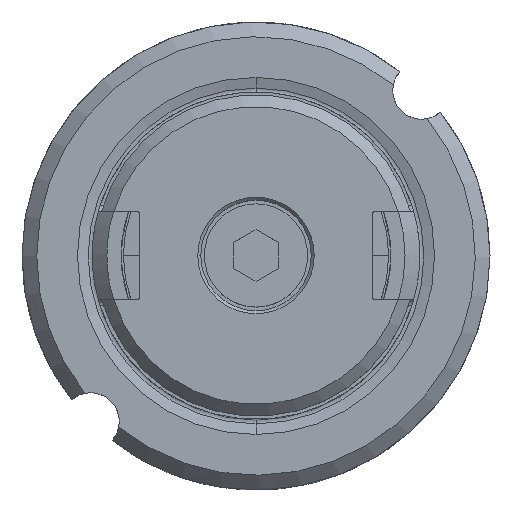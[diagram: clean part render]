
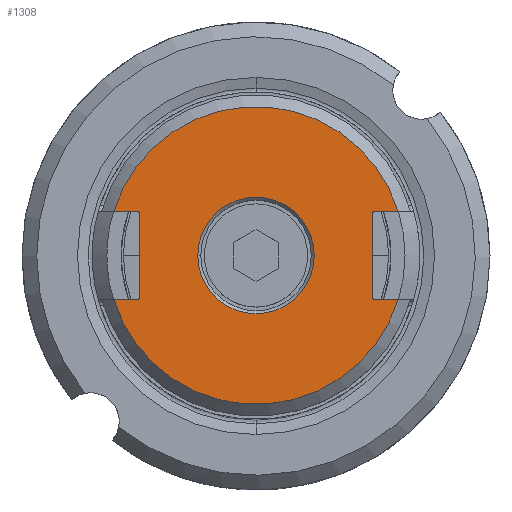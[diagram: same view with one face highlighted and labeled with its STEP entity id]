
A CAD part, top view. The second image highlights one B-rep face of the part: STEP entity #1308.
In plain terms, the highlighted planar face has unit normal (0, 0, 1).
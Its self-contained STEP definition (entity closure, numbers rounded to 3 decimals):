
#1031=FACE_BOUND('',#4227,.T.);
#1032=FACE_BOUND('',#4228,.T.);
#1308=ADVANCED_FACE('',(#1031,#1032),#2259,.T.);
#2259=PLANE('',#20856);
#4227=EDGE_LOOP('',(#6582,#6583,#6584,#6585,#6586,#6587,#6588,#6589,#6590,
#6591,#6592,#6593));
#4228=EDGE_LOOP('',(#6594,#6595));
#5341=CIRCLE('',#20844,0.2);
#5342=CIRCLE('',#20847,0.2);
#5343=CIRCLE('',#20850,10.1);
#5344=CIRCLE('',#20851,0.2);
#5345=CIRCLE('',#20852,0.2);
#5346=CIRCLE('',#20853,10.1);
#5347=CIRCLE('',#20854,3.95);
#5348=CIRCLE('',#20855,3.95);
#6582=ORIENTED_EDGE('',*,*,#14002,.F.);
#6583=ORIENTED_EDGE('',*,*,#14007,.F.);
#6584=ORIENTED_EDGE('',*,*,#14008,.F.);
#6585=ORIENTED_EDGE('',*,*,#14009,.T.);
#6586=ORIENTED_EDGE('',*,*,#14010,.F.);
#6587=ORIENTED_EDGE('',*,*,#14011,.T.);
#6588=ORIENTED_EDGE('',*,*,#14012,.F.);
#6589=ORIENTED_EDGE('',*,*,#14013,.T.);
#6590=ORIENTED_EDGE('',*,*,#14014,.F.);
#6591=ORIENTED_EDGE('',*,*,#13993,.F.);
#6592=ORIENTED_EDGE('',*,*,#13998,.F.);
#6593=ORIENTED_EDGE('',*,*,#14000,.F.);
#6594=ORIENTED_EDGE('',*,*,#14015,.F.);
#6595=ORIENTED_EDGE('',*,*,#14016,.F.);
#11891=VERTEX_POINT('',#28449);
#11892=VERTEX_POINT('',#28450);
#11895=VERTEX_POINT('',#28469);
#11896=VERTEX_POINT('',#28473);
#11897=VERTEX_POINT('',#28477);
#11900=VERTEX_POINT('',#28495);
#11901=VERTEX_POINT('',#28499);
#11902=VERTEX_POINT('',#28501);
#11903=VERTEX_POINT('',#28503);
#11904=VERTEX_POINT('',#28505);
#11905=VERTEX_POINT('',#28507);
#11906=VERTEX_POINT('',#28509);
#11907=VERTEX_POINT('',#28512);
#11908=VERTEX_POINT('',#28513);
#13993=EDGE_CURVE('',#11891,#11892,#16727,.T.);
#13998=EDGE_CURVE('',#11895,#11891,#5341,.T.);
#14000=EDGE_CURVE('',#11896,#11895,#16731,.T.);
#14002=EDGE_CURVE('',#11897,#11896,#5342,.T.);
#14007=EDGE_CURVE('',#11900,#11897,#16735,.T.);
#14008=EDGE_CURVE('',#11901,#11900,#5343,.T.);
#14009=EDGE_CURVE('',#11901,#11902,#16736,.T.);
#14010=EDGE_CURVE('',#11903,#11902,#5344,.T.);
#14011=EDGE_CURVE('',#11903,#11904,#16737,.T.);
#14012=EDGE_CURVE('',#11905,#11904,#5345,.T.);
#14013=EDGE_CURVE('',#11905,#11906,#16738,.T.);
#14014=EDGE_CURVE('',#11892,#11906,#5346,.T.);
#14015=EDGE_CURVE('',#11907,#11908,#5347,.T.);
#14016=EDGE_CURVE('',#11908,#11907,#5348,.T.);
#16727=LINE('',#28448,#18548);
#16731=LINE('',#28472,#18552);
#16735=LINE('',#28496,#18556);
#16736=LINE('',#28500,#18557);
#16737=LINE('',#28504,#18558);
#16738=LINE('',#28508,#18559);
#18548=VECTOR('',#23206,1.);
#18552=VECTOR('',#23216,1.);
#18556=VECTOR('',#23226,1.);
#18557=VECTOR('',#23231,1.);
#18558=VECTOR('',#23234,1.);
#18559=VECTOR('',#23237,1.);
#20844=AXIS2_PLACEMENT_3D('',#28468,#23211,#23212);
#20847=AXIS2_PLACEMENT_3D('',#28476,#23220,#23221);
#20850=AXIS2_PLACEMENT_3D('',#28498,#23229,#23230);
#20851=AXIS2_PLACEMENT_3D('',#28502,#23232,#23233);
#20852=AXIS2_PLACEMENT_3D('',#28506,#23235,#23236);
#20853=AXIS2_PLACEMENT_3D('',#28510,#23238,#23239);
#20854=AXIS2_PLACEMENT_3D('',#28511,#23240,#23241);
#20855=AXIS2_PLACEMENT_3D('',#28514,#23242,#23243);
#20856=AXIS2_PLACEMENT_3D('',#28515,#23244,#23245);
#23206=DIRECTION('',(1.,0.,0.));
#23211=DIRECTION('',(0.,0.,1.));
#23212=DIRECTION('',(-1.,0.,0.));
#23216=DIRECTION('',(0.,-1.,0.));
#23220=DIRECTION('',(0.,0.,1.));
#23221=DIRECTION('',(0.,1.,0.));
#23226=DIRECTION('',(-1.,0.,0.));
#23229=DIRECTION('',(0.,0.,-1.));
#23230=DIRECTION('',(-0.955,0.297,0.));
#23231=DIRECTION('',(1.,0.,0.));
#23232=DIRECTION('',(0.,0.,1.));
#23233=DIRECTION('',(1.,0.,0.));
#23234=DIRECTION('',(0.,-1.,0.));
#23235=DIRECTION('',(0.,0.,1.));
#23236=DIRECTION('',(0.,-1.,0.));
#23237=DIRECTION('',(-1.,0.,0.));
#23238=DIRECTION('',(0.,0.,-1.));
#23239=DIRECTION('',(0.955,-0.297,0.));
#23240=DIRECTION('',(0.,0.,1.));
#23241=DIRECTION('',(-1.,0.,0.));
#23242=DIRECTION('',(0.,0.,1.));
#23243=DIRECTION('',(1.,0.,0.));
#23244=DIRECTION('',(0.,0.,1.));
#23245=DIRECTION('',(1.,0.,0.));
#28448=CARTESIAN_POINT('',(8.1,-3.004,19.7));
#28449=CARTESIAN_POINT('',(8.1,-3.004,19.7));
#28450=CARTESIAN_POINT('',(9.643,-3.004,19.7));
#28468=CARTESIAN_POINT('',(8.1,-2.804,19.7));
#28469=CARTESIAN_POINT('',(7.9,-2.804,19.7));
#28472=CARTESIAN_POINT('',(7.9,2.804,19.7));
#28473=CARTESIAN_POINT('',(7.9,2.804,19.7));
#28476=CARTESIAN_POINT('',(8.1,2.804,19.7));
#28477=CARTESIAN_POINT('',(8.1,3.004,19.7));
#28495=CARTESIAN_POINT('',(9.643,3.004,19.7));
#28496=CARTESIAN_POINT('',(9.643,3.004,19.7));
#28498=CARTESIAN_POINT('',(0.,0.,19.7));
#28499=CARTESIAN_POINT('',(-9.643,3.004,19.7));
#28500=CARTESIAN_POINT('',(-9.643,3.004,19.7));
#28501=CARTESIAN_POINT('',(-8.1,3.004,19.7));
#28502=CARTESIAN_POINT('',(-8.1,2.804,19.7));
#28503=CARTESIAN_POINT('',(-7.9,2.804,19.7));
#28504=CARTESIAN_POINT('',(-7.9,2.804,19.7));
#28505=CARTESIAN_POINT('',(-7.9,-2.804,19.7));
#28506=CARTESIAN_POINT('',(-8.1,-2.804,19.7));
#28507=CARTESIAN_POINT('',(-8.1,-3.004,19.7));
#28508=CARTESIAN_POINT('',(-8.1,-3.004,19.7));
#28509=CARTESIAN_POINT('',(-9.643,-3.004,19.7));
#28510=CARTESIAN_POINT('',(0.,0.,19.7));
#28511=CARTESIAN_POINT('',(0.,0.,19.7));
#28512=CARTESIAN_POINT('',(-3.95,0.,19.7));
#28513=CARTESIAN_POINT('',(3.95,0.,19.7));
#28514=CARTESIAN_POINT('',(0.,0.,19.7));
#28515=CARTESIAN_POINT('',(0.,0.,19.7));
